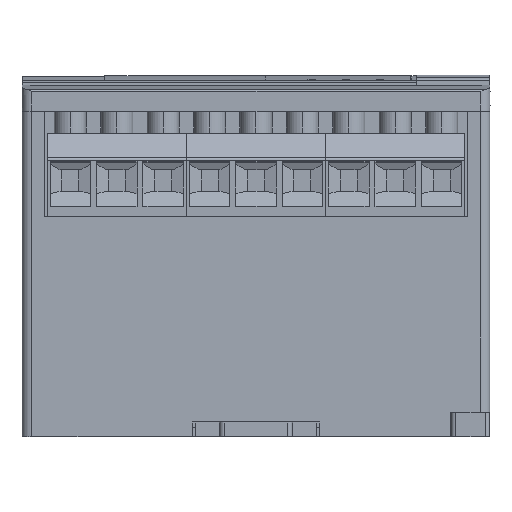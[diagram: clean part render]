
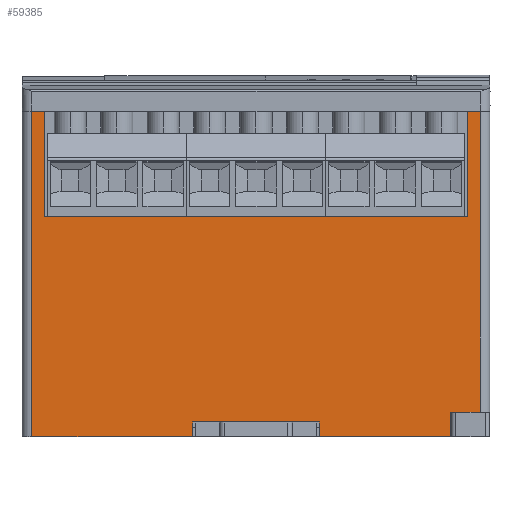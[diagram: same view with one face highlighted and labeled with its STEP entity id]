
A CAD part, front view. The second image highlights one B-rep face of the part: STEP entity #59385.
In plain terms, the highlighted planar face has unit normal (0, -1, 0).
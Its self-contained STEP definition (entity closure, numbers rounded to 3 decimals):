
#1049 = VECTOR ( 'NONE', #101971, 1000. ) ;
#2031 = EDGE_CURVE ( 'NONE', #72479, #64255, #122424, .T. ) ;
#2510 = VECTOR ( 'NONE', #59690, 1000. ) ;
#3093 = DIRECTION ( 'NONE',  ( 0., 0., -1. ) ) ;
#3609 = CARTESIAN_POINT ( 'NONE',  ( 61., 0., 3. ) ) ;
#4196 = ORIENTED_EDGE ( 'NONE', *, *, #120815, .T. ) ;
#4535 = CARTESIAN_POINT ( 'NONE',  ( 4.6, 0., 45.232 ) ) ;
#7040 = LINE ( 'NONE', #107286, #60070 ) ;
#10001 = EDGE_CURVE ( 'NONE', #121880, #55453, #136721, .T. ) ;
#10002 = VERTEX_POINT ( 'NONE', #15467 ) ;
#10137 = LINE ( 'NONE', #82053, #63148 ) ;
#12696 = EDGE_CURVE ( 'NONE', #105796, #130229, #76876, .T. ) ;
#13426 = CARTESIAN_POINT ( 'NONE',  ( 61., 0., 0. ) ) ;
#15467 = CARTESIAN_POINT ( 'NONE',  ( 94., 0., 5. ) ) ;
#17184 = FACE_OUTER_BOUND ( 'NONE', #81231, .T. ) ;
#19178 = AXIS2_PLACEMENT_3D ( 'NONE', #121911, #132654, #69010 ) ;
#19277 = CARTESIAN_POINT ( 'NONE',  ( 2., 0., 0. ) ) ;
#19785 = DIRECTION ( 'NONE',  ( 1., 0., 0. ) ) ;
#20368 = CARTESIAN_POINT ( 'NONE',  ( 96., 0., 0. ) ) ;
#23739 = EDGE_CURVE ( 'NONE', #55453, #70453, #49374, .T. ) ;
#23846 = VECTOR ( 'NONE', #131921, 1000. ) ;
#23921 = ORIENTED_EDGE ( 'NONE', *, *, #130012, .T. ) ;
#27396 = ORIENTED_EDGE ( 'NONE', *, *, #46412, .F. ) ;
#27772 = CARTESIAN_POINT ( 'NONE',  ( 91.4, 0., 45.232 ) ) ;
#27972 = ORIENTED_EDGE ( 'NONE', *, *, #12696, .F. ) ;
#28790 = DIRECTION ( 'NONE',  ( -1., 0., 0. ) ) ;
#29244 = LINE ( 'NONE', #27772, #1049 ) ;
#29541 = ORIENTED_EDGE ( 'NONE', *, *, #64689, .F. ) ;
#29963 = DIRECTION ( 'NONE',  ( 0., 0., -1. ) ) ;
#30436 = CARTESIAN_POINT ( 'NONE',  ( 4.6, 0., 45.232 ) ) ;
#30969 = EDGE_CURVE ( 'NONE', #133726, #121880, #10137, .T. ) ;
#41319 = EDGE_CURVE ( 'NONE', #89920, #10002, #7040, .T. ) ;
#41658 = CARTESIAN_POINT ( 'NONE',  ( 94., 0., 66.732 ) ) ;
#42361 = VECTOR ( 'NONE', #94538, 1000. ) ;
#46412 = EDGE_CURVE ( 'NONE', #119514, #101587, #123739, .T. ) ;
#47692 = PLANE ( 'NONE',  #19178 ) ;
#49374 = LINE ( 'NONE', #123895, #130791 ) ;
#50127 = DIRECTION ( 'NONE',  ( -1., 0., 0. ) ) ;
#50214 = LINE ( 'NONE', #130671, #106743 ) ;
#50996 = CARTESIAN_POINT ( 'NONE',  ( 2., 0., 66.732 ) ) ;
#51969 = LINE ( 'NONE', #19277, #76917 ) ;
#54862 = DIRECTION ( 'NONE',  ( 0., 0., 1. ) ) ;
#55453 = VERTEX_POINT ( 'NONE', #124334 ) ;
#58776 = DIRECTION ( 'NONE',  ( -1., 0., 0. ) ) ;
#58841 = LINE ( 'NONE', #112680, #2510 ) ;
#59385 = ADVANCED_FACE ( 'NONE', ( #17184 ), #47692, .F. ) ;
#59690 = DIRECTION ( 'NONE',  ( 0., 0., 1. ) ) ;
#59801 = CARTESIAN_POINT ( 'NONE',  ( 2., 0., 0. ) ) ;
#60070 = VECTOR ( 'NONE', #74783, 1000. ) ;
#63148 = VECTOR ( 'NONE', #92705, 1000. ) ;
#64255 = VERTEX_POINT ( 'NONE', #50996 ) ;
#64689 = EDGE_CURVE ( 'NONE', #130229, #136480, #29244, .T. ) ;
#65934 = VECTOR ( 'NONE', #50127, 1000. ) ;
#67463 = CARTESIAN_POINT ( 'NONE',  ( 88., 0., 0. ) ) ;
#68089 = VECTOR ( 'NONE', #121877, 1000. ) ;
#69010 = DIRECTION ( 'NONE',  ( 0., 0., 1. ) ) ;
#70125 = CARTESIAN_POINT ( 'NONE',  ( 91.4, 0., 45.232 ) ) ;
#70453 = VERTEX_POINT ( 'NONE', #59801 ) ;
#71493 = CARTESIAN_POINT ( 'NONE',  ( 96., 0., 66.732 ) ) ;
#72479 = VERTEX_POINT ( 'NONE', #74794 ) ;
#72486 = ORIENTED_EDGE ( 'NONE', *, *, #87059, .T. ) ;
#74783 = DIRECTION ( 'NONE',  ( 1., 0., 0. ) ) ;
#74794 = CARTESIAN_POINT ( 'NONE',  ( 4.6, 0., 66.732 ) ) ;
#76876 = LINE ( 'NONE', #30436, #105124 ) ;
#76917 = VECTOR ( 'NONE', #29963, 1000. ) ;
#78978 = CARTESIAN_POINT ( 'NONE',  ( 35., 0., 42.135 ) ) ;
#79032 = ORIENTED_EDGE ( 'NONE', *, *, #41319, .T. ) ;
#81231 = EDGE_LOOP ( 'NONE', ( #102625, #116374, #92769, #126027, #121234, #135683, #27396, #4196, #79032, #23921, #117267, #29541, #27972, #72486 ) ) ;
#82053 = CARTESIAN_POINT ( 'NONE',  ( 35., 0., 3. ) ) ;
#85053 = CARTESIAN_POINT ( 'NONE',  ( 91.4, 0., 66.732 ) ) ;
#87059 = EDGE_CURVE ( 'NONE', #105796, #72479, #124549, .T. ) ;
#87196 = LINE ( 'NONE', #118448, #137020 ) ;
#89421 = EDGE_CURVE ( 'NONE', #64255, #70453, #51969, .T. ) ;
#89920 = VERTEX_POINT ( 'NONE', #112882 ) ;
#91909 = CARTESIAN_POINT ( 'NONE',  ( 35., 0., 3. ) ) ;
#92705 = DIRECTION ( 'NONE',  ( -1., 0., 0. ) ) ;
#92766 = VERTEX_POINT ( 'NONE', #41658 ) ;
#92769 = ORIENTED_EDGE ( 'NONE', *, *, #23739, .F. ) ;
#94538 = DIRECTION ( 'NONE',  ( -1., 0., 0. ) ) ;
#99083 = CARTESIAN_POINT ( 'NONE',  ( 4.6, 0., 45.232 ) ) ;
#101587 = VERTEX_POINT ( 'NONE', #13426 ) ;
#101971 = DIRECTION ( 'NONE',  ( 0., 0., 1. ) ) ;
#102625 = ORIENTED_EDGE ( 'NONE', *, *, #2031, .T. ) ;
#102869 = LINE ( 'NONE', #133142, #127796 ) ;
#105124 = VECTOR ( 'NONE', #19785, 1000. ) ;
#105761 = EDGE_CURVE ( 'NONE', #133726, #101587, #50214, .T. ) ;
#105796 = VERTEX_POINT ( 'NONE', #99083 ) ;
#106743 = VECTOR ( 'NONE', #3093, 1000. ) ;
#107286 = CARTESIAN_POINT ( 'NONE',  ( 88., 0., 5. ) ) ;
#112680 = CARTESIAN_POINT ( 'NONE',  ( 88., 0., 0. ) ) ;
#112882 = CARTESIAN_POINT ( 'NONE',  ( 88., 0., 5. ) ) ;
#116374 = ORIENTED_EDGE ( 'NONE', *, *, #89421, .T. ) ;
#117267 = ORIENTED_EDGE ( 'NONE', *, *, #130818, .T. ) ;
#118448 = CARTESIAN_POINT ( 'NONE',  ( 94., 0., 66.732 ) ) ;
#119514 = VERTEX_POINT ( 'NONE', #67463 ) ;
#120815 = EDGE_CURVE ( 'NONE', #119514, #89920, #58841, .T. ) ;
#121234 = ORIENTED_EDGE ( 'NONE', *, *, #30969, .F. ) ;
#121877 = DIRECTION ( 'NONE',  ( 0., 0., 1. ) ) ;
#121880 = VERTEX_POINT ( 'NONE', #91909 ) ;
#121911 = CARTESIAN_POINT ( 'NONE',  ( 96., 0., 66.732 ) ) ;
#122424 = LINE ( 'NONE', #71493, #65934 ) ;
#123739 = LINE ( 'NONE', #20368, #42361 ) ;
#123895 = CARTESIAN_POINT ( 'NONE',  ( 96., 0., 0. ) ) ;
#124334 = CARTESIAN_POINT ( 'NONE',  ( 35., 0., 0. ) ) ;
#124549 = LINE ( 'NONE', #4535, #68089 ) ;
#126027 = ORIENTED_EDGE ( 'NONE', *, *, #10001, .F. ) ;
#127796 = VECTOR ( 'NONE', #58776, 1000. ) ;
#130012 = EDGE_CURVE ( 'NONE', #10002, #92766, #87196, .T. ) ;
#130229 = VERTEX_POINT ( 'NONE', #70125 ) ;
#130671 = CARTESIAN_POINT ( 'NONE',  ( 61., 0., 42.135 ) ) ;
#130791 = VECTOR ( 'NONE', #28790, 1000. ) ;
#130818 = EDGE_CURVE ( 'NONE', #92766, #136480, #102869, .T. ) ;
#131921 = DIRECTION ( 'NONE',  ( 0., 0., -1. ) ) ;
#132654 = DIRECTION ( 'NONE',  ( 0., 1., 0. ) ) ;
#133142 = CARTESIAN_POINT ( 'NONE',  ( 96., 0., 66.732 ) ) ;
#133726 = VERTEX_POINT ( 'NONE', #3609 ) ;
#135683 = ORIENTED_EDGE ( 'NONE', *, *, #105761, .T. ) ;
#136480 = VERTEX_POINT ( 'NONE', #85053 ) ;
#136721 = LINE ( 'NONE', #78978, #23846 ) ;
#137020 = VECTOR ( 'NONE', #54862, 1000. ) ;
